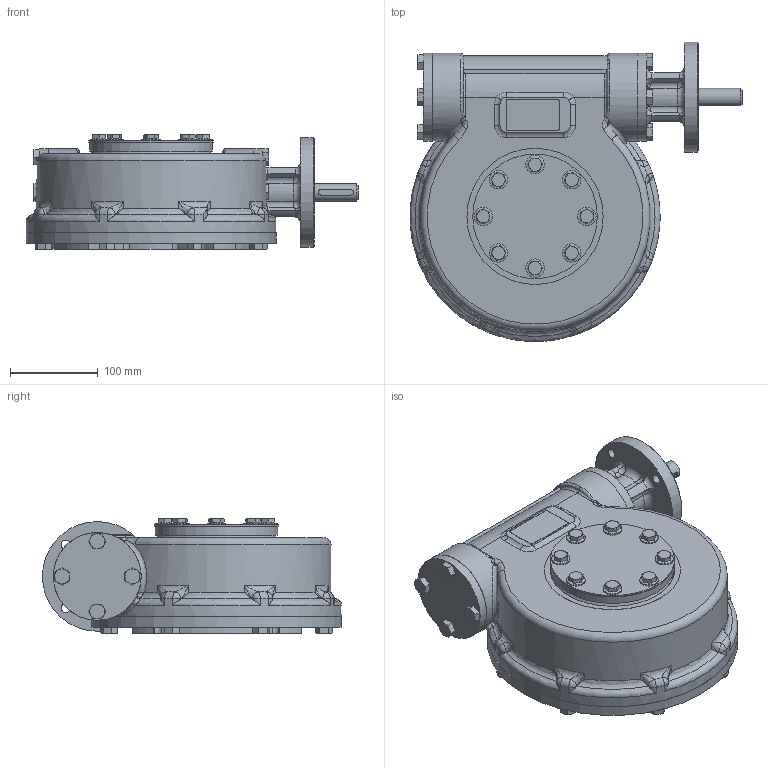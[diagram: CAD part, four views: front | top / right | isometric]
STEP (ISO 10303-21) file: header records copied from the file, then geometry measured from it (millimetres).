
FILE_DESCRIPTION(/* description */ ('Unknown'),/* implementation_level */ '2;1');
FILE_NAME(/* name */ 'PUB-MTW5-F10-F16',/* time_stamp */ '2015-12-09T09:46:09+00:00',/* author */ ('Unknown'),/* organization */ ('Unknown'),/* preprocessor_version */ 'ST-DEVELOPER v16',/* originating_system */ 'DEX',/* authorisation */ $);
FILE_SCHEMA (('AUTOMOTIVE_DESIGN {1 0 10303 214 3 1 1}'));
Length unit declared in the file: millimetre
Products named in the file (1): PUB-MTW5-F10-F16
Bounding box: 378.31 x 340.92 x 130.88 mm (x, y, z)
Surface area: 413533.8 mm2 (no closed solid volume)
Topology: 0 solids, 36 shells, 652 faces, 1614 edges, 974 vertices
Faces by surface type: plane 215, cone 163, cylinder 131, bspline 62, torus 60, sphere 21
Full cylindrical faces by diameter (mm): 10.5 x4, 17.294 x4, 20 x1, 21 x8, 25 x1, 70.1 x1, 100 x5, 125 x1, 140 x2, 142 x1, 285 x1
Entity records: 34438 total; most frequent: CARTESIAN_POINT 19637, ORIENTED_EDGE 2839, DIRECTION 2740, EDGE_CURVE 1519, AXIS2_PLACEMENT_3D 1151, VERTEX_POINT 959, FACE_BOUND 775, EDGE_LOOP 771
